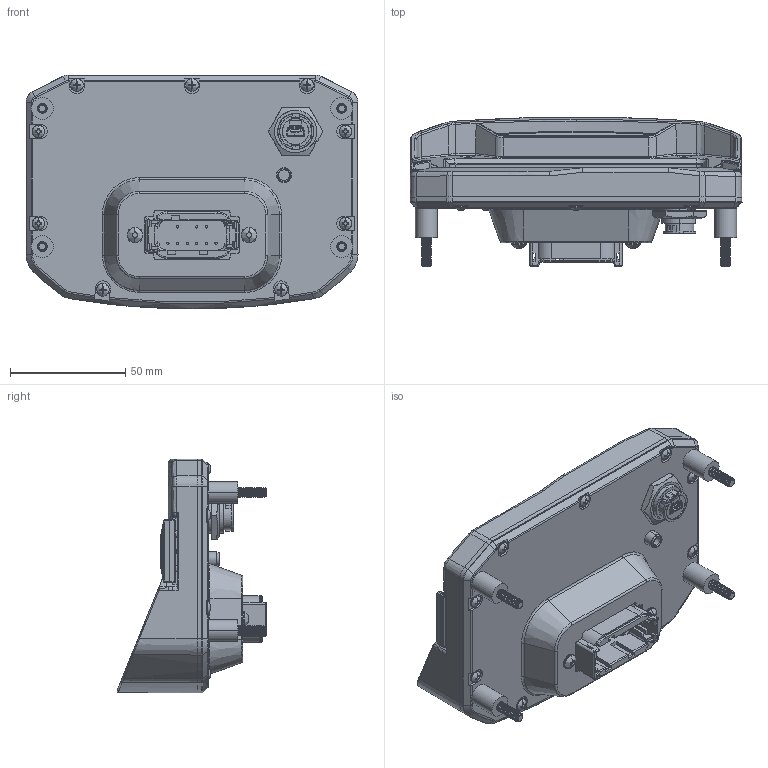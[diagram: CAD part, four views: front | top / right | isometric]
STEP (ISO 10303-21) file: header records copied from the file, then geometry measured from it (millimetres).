
FILE_DESCRIPTION (( 'STEP AP214' ), '1' );
FILE_NAME ('CD-5.STEP', '2018-11-28T18:40:25', ( 'jromero' ), ( '' ), 'SwSTEP 2.0', 'SolidWorks 2010', '' );
FILE_SCHEMA (( 'AUTOMOTIVE_DESIGN' ));
Length unit declared in the file: millimetre
Products named in the file (1): CD-5
Bounding box: 144.22 x 65.09 x 101.62 mm (x, y, z)
Surface area: 57050.5 mm2 (no closed solid volume)
Topology: 0 solids, 50 shells, 1400 faces, 4486 edges, 3029 vertices
Faces by surface type: plane 513, cylinder 432, bspline 263, cone 120, torus 59, sphere 13
Entity records: 91338 total; most frequent: CARTESIAN_POINT 41005, ORIENTED_EDGE 7569, DIRECTION 6092, EDGE_CURVE 4465, VERTEX_POINT 3022, LINE 2070, VECTOR 2070, AXIS2_PLACEMENT_3D 2011
